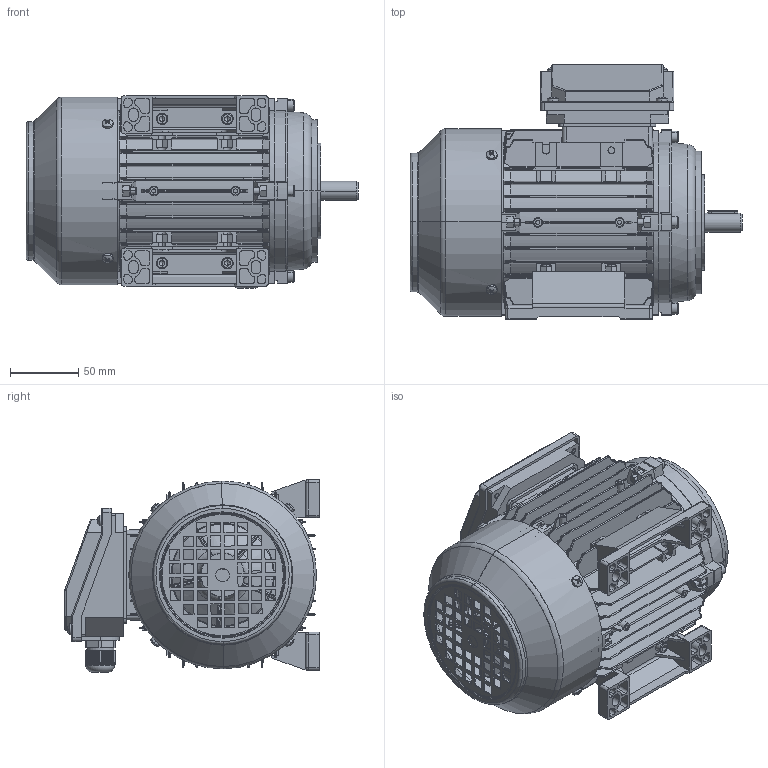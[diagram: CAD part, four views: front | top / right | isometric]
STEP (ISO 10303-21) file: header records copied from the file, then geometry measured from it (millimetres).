
FILE_DESCRIPTION (( 'STEP AP203' ), '1' );
FILE_NAME ('TAN71 B34蚾饜芞.STEP', '2016-08-22T01:22:36', ( 'Users' ), ( 'Microsoft' ), 'SwSTEP 2.0', 'SolidWorks 2008', '' );
FILE_SCHEMA (( 'CONFIG_CONTROL_DESIGN' ));
Length unit declared in the file: millimetre
Products named in the file (16): TAN71 底脚_默认; T71转轴_默认; Hexagon nuts grade C GB_GB_FASTENER_NUT_SNC1 M5-N; Hexagon socket head cap screws GB_GB_FASTENER_SCREWS_HSHCS M5X16-N; Plain parallel keys_GB_CONNECTING_PIECE_KEYS_CSK 5X22; TAN71 B34蚾饜芞; TAN71 机壳_默认; TAN71 后盖_默认; TA71风罩_默认; MS63-71 出线螺套_默认; MS71 风叶_默认; Hexagon socket head cap screws GB_GB_FASTENER_SCREWS_HSHCS M5X25-N; TA63斜接线盒座 （配新壳）_默认; TA63斜接线盒盖_默认; Cross recessed thread forming screws GB_GB_CROSS_SCREWS_TYPE138 M4X10-N; TAN71 B14盖_默认
Assembly tree (44 placements, depth 2):
  TAN71 B34蚾饜芞
    MS71 风叶_默认
    Hexagon nuts grade C GB_GB_FASTENER_NUT_SNC1 M5-N  x12
    Cross recessed thread forming screws GB_GB_CROSS_SCREWS_TYPE138 M4X10-N  x8
    MS63-71 出线螺套_默认
    Hexagon socket head cap screws GB_GB_FASTENER_SCREWS_HSHCS M5X25-N  x8
    Plain parallel keys_GB_CONNECTING_PIECE_KEYS_CSK 5X22
    Hexagon socket head cap screws GB_GB_FASTENER_SCREWS_HSHCS M5X16-N  x4
    TA63斜接线盒盖_默认
    TAN71 机壳_默认
    TAN71 底脚_默认  x2
    TA63斜接线盒座 （配新壳）_默认
    TA71风罩_默认
    TAN71 后盖_默认
    T71转轴_默认
    TAN71 B14盖_默认
Bounding box: 244 x 187 x 141.5 mm (x, y, z)
Volume: 636318.4 mm3; surface area: 511945.4 mm2
Topology: 44 solids, 44 shells, 4440 faces, 11636 edges, 7303 vertices
Faces by surface type: plane 2135, cylinder 1188, bspline 548, cone 377, torus 154, sphere 38
Entity records: 133973 total; most frequent: CARTESIAN_POINT 44619, ORIENTED_EDGE 19606, DIRECTION 16387, EDGE_CURVE 9803, VERTEX_POINT 6189, AXIS2_PLACEMENT_3D 5713, VECTOR 4961, LINE 4961
